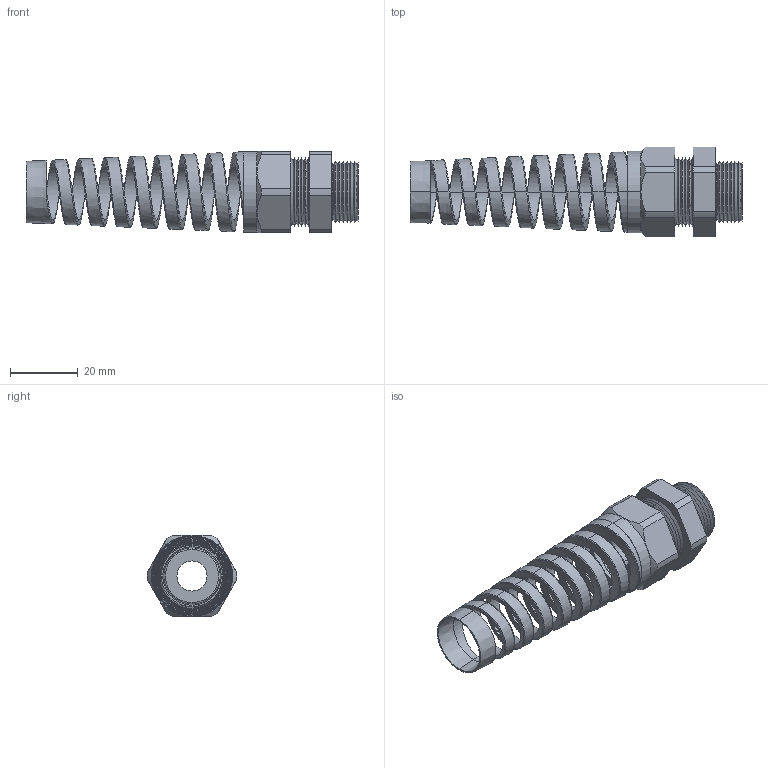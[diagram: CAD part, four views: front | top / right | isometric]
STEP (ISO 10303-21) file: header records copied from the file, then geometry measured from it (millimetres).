
FILE_DESCRIPTION (( 'STEP AP203' ), '1' );
FILE_NAME ('CF11GR-BK.STEP', '2008-05-27T04:51:10', ( 'Baystate01' ), ( 'Baystate' ), 'SwSTEP 2.0', 'SolidWorks 2007', '' );
FILE_SCHEMA (( 'CONFIG_CONTROL_DESIGN' ));
Length unit declared in the file: inch
Products named in the file (1): CF11GR-BK
Bounding box: 97.79 x 26.49 x 23.88 mm (x, y, z)
Volume: 14847.6 mm3; surface area: 12942.4 mm2
Topology: 2 solids, 2 shells, 152 faces, 367 edges, 222 vertices
Faces by surface type: cone 77, cylinder 41, plane 24, torus 6, bspline 4
Entity records: 14331 total; most frequent: CARTESIAN_POINT 10801, ORIENTED_EDGE 734, DIRECTION 705, EDGE_CURVE 367, AXIS2_PLACEMENT_3D 279, VERTEX_POINT 222, EDGE_LOOP 161, ADVANCED_FACE 152
